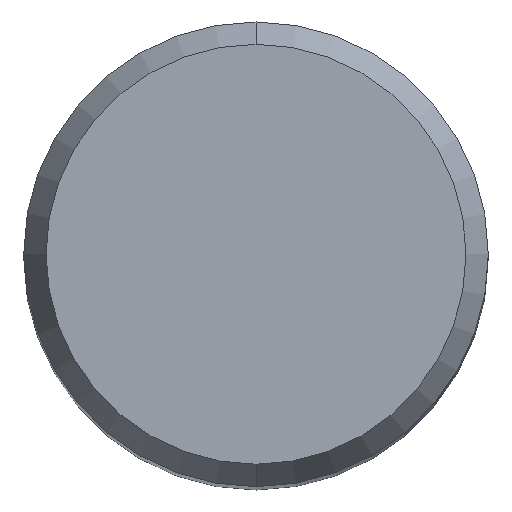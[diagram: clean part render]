
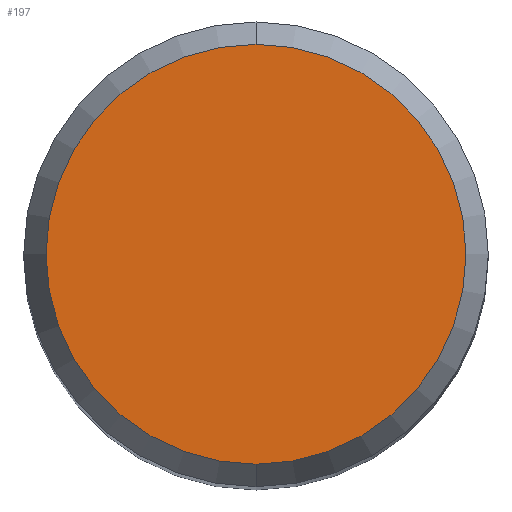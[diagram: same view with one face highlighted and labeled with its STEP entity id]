
A CAD part, top view. The second image highlights one B-rep face of the part: STEP entity #197.
In plain terms, the highlighted planar face has unit normal (0, 0, 1).
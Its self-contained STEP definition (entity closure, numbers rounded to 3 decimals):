
#131=VERTEX_POINT('',#287);
#145=EDGE_CURVE('',#221,#131,#304,.T.);
#197=ADVANCED_FACE('',(#361),#362,.T.);
#211=EDGE_CURVE('',#131,#221,#378,.T.);
#221=VERTEX_POINT('',#389);
#287=CARTESIAN_POINT('',(0.0,4.304,0.0));
#304=CIRCLE('',#479,4.304);
#361=FACE_OUTER_BOUND('',#557,.T.);
#362=PLANE('',#558);
#378=CIRCLE('',#578,4.304);
#389=CARTESIAN_POINT('',(0.,-4.304,0.0));
#479=AXIS2_PLACEMENT_3D('',#686,#687,#688);
#557=EDGE_LOOP('',(#751,#752));
#558=AXIS2_PLACEMENT_3D('',#753,#754,#755);
#578=AXIS2_PLACEMENT_3D('',#776,#777,#778);
#686=CARTESIAN_POINT('',(0.0,0.0,0.0));
#687=DIRECTION('',(0.0,0.0,-1.0));
#688=DIRECTION('',(0.0,1.0,0.0));
#751=ORIENTED_EDGE('',*,*,#211,.F.);
#752=ORIENTED_EDGE('',*,*,#145,.F.);
#753=CARTESIAN_POINT('',(0.0,2.152,0.0));
#754=DIRECTION('',(-0.0,0.0,1.0));
#755=DIRECTION('',(0.0,-1.0,0.0));
#776=CARTESIAN_POINT('',(0.0,0.0,0.0));
#777=DIRECTION('',(0.0,0.0,-1.0));
#778=DIRECTION('',(0.0,1.0,0.0));
